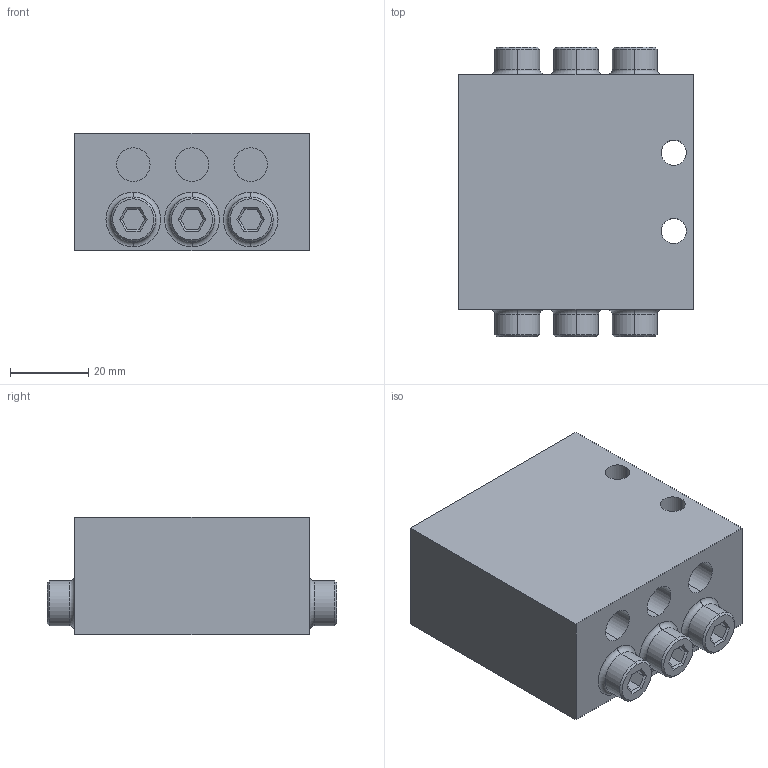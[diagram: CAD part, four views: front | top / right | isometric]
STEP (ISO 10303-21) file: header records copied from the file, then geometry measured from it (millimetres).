
FILE_DESCRIPTION (( 'STEP AP203' ), '1' );
FILE_NAME ('ASV6.STEP', '2020-04-18T01:28:47', ( '个人用户' ), ( '微软中国' ), 'SwSTEP 2.0', 'SolidWorks 2018', '' );
FILE_SCHEMA (( 'CONFIG_CONTROL_DESIGN' ));
Length unit declared in the file: millimetre
Products named in the file (1): ASV6
Bounding box: 60 x 74 x 30 mm (x, y, z)
Volume: 103951.9 mm3; surface area: 20039.4 mm2
Topology: 1 solids, 1 shells, 154 faces, 336 edges, 204 vertices
Faces by surface type: plane 98, cylinder 32, cone 12, torus 12
Entity records: 4225 total; most frequent: DIRECTION 746, CARTESIAN_POINT 695, ORIENTED_EDGE 672, EDGE_CURVE 336, AXIS2_PLACEMENT_3D 255, LINE 236, VECTOR 236, VERTEX_POINT 204
